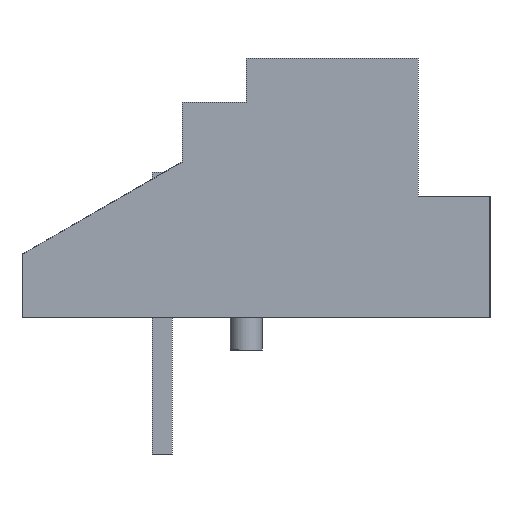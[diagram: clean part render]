
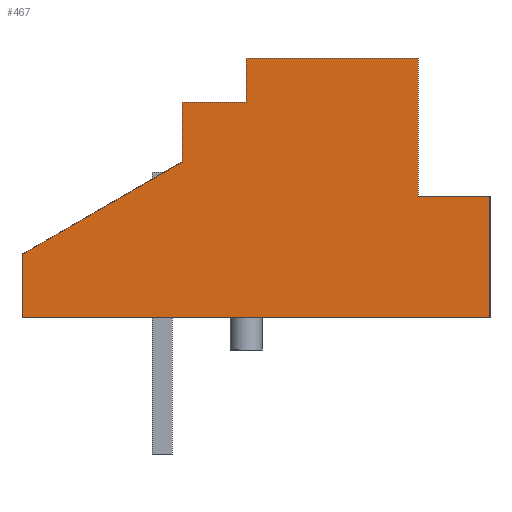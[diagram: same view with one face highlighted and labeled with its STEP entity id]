
A CAD part, left-side view. The second image highlights one B-rep face of the part: STEP entity #467.
In plain terms, the highlighted planar face has unit normal (-1, 0, 0).
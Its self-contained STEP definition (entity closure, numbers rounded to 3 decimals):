
#223 = EDGE_CURVE('',#224,#226,#228,.T.);
#224 = VERTEX_POINT('',#225);
#225 = CARTESIAN_POINT('',(-2.,-0.5,5.4));
#226 = VERTEX_POINT('',#227);
#227 = CARTESIAN_POINT('',(-2.,-0.5,3.9));
#228 = LINE('',#229,#230);
#229 = CARTESIAN_POINT('',(-2.,-0.5,5.4));
#230 = VECTOR('',#231,1.);
#231 = DIRECTION('',(0.,0.,-1.));
#467 = ADVANCED_FACE('',(#468),#541,.T.);
#468 = FACE_BOUND('',#469,.T.);
#469 = EDGE_LOOP('',(#470,#478,#479,#487,#495,#503,#511,#519,#527,#535)
  );
#470 = ORIENTED_EDGE('',*,*,#471,.T.);
#471 = EDGE_CURVE('',#472,#224,#474,.T.);
#472 = VERTEX_POINT('',#473);
#473 = CARTESIAN_POINT('',(-2.,-2.1,5.4));
#474 = LINE('',#475,#476);
#475 = CARTESIAN_POINT('',(-2.,-2.1,5.4));
#476 = VECTOR('',#477,1.);
#477 = DIRECTION('',(0.,1.,0.));
#478 = ORIENTED_EDGE('',*,*,#223,.T.);
#479 = ORIENTED_EDGE('',*,*,#480,.F.);
#480 = EDGE_CURVE('',#481,#226,#483,.T.);
#481 = VERTEX_POINT('',#482);
#482 = CARTESIAN_POINT('',(-2.,3.5,1.591));
#483 = LINE('',#484,#485);
#484 = CARTESIAN_POINT('',(-2.,3.5,1.591));
#485 = VECTOR('',#486,1.);
#486 = DIRECTION('',(0.,-0.866,0.5));
#487 = ORIENTED_EDGE('',*,*,#488,.T.);
#488 = EDGE_CURVE('',#481,#489,#491,.T.);
#489 = VERTEX_POINT('',#490);
#490 = CARTESIAN_POINT('',(-2.,3.5,0.));
#491 = LINE('',#492,#493);
#492 = CARTESIAN_POINT('',(-2.,3.5,3.9));
#493 = VECTOR('',#494,1.);
#494 = DIRECTION('',(0.,0.,-1.));
#495 = ORIENTED_EDGE('',*,*,#496,.T.);
#496 = EDGE_CURVE('',#489,#497,#499,.T.);
#497 = VERTEX_POINT('',#498);
#498 = CARTESIAN_POINT('',(-2.,-8.2,0.));
#499 = LINE('',#500,#501);
#500 = CARTESIAN_POINT('',(-2.,-8.2,0.));
#501 = VECTOR('',#502,1.);
#502 = DIRECTION('',(0.,-1.,0.));
#503 = ORIENTED_EDGE('',*,*,#504,.T.);
#504 = EDGE_CURVE('',#497,#505,#507,.T.);
#505 = VERTEX_POINT('',#506);
#506 = CARTESIAN_POINT('',(-2.,-8.2,3.05));
#507 = LINE('',#508,#509);
#508 = CARTESIAN_POINT('',(-2.,-8.2,0.));
#509 = VECTOR('',#510,1.);
#510 = DIRECTION('',(0.,0.,1.));
#511 = ORIENTED_EDGE('',*,*,#512,.T.);
#512 = EDGE_CURVE('',#505,#513,#515,.T.);
#513 = VERTEX_POINT('',#514);
#514 = CARTESIAN_POINT('',(-2.,-6.4,3.05));
#515 = LINE('',#516,#517);
#516 = CARTESIAN_POINT('',(-2.,-8.2,3.05));
#517 = VECTOR('',#518,1.);
#518 = DIRECTION('',(0.,1.,0.));
#519 = ORIENTED_EDGE('',*,*,#520,.T.);
#520 = EDGE_CURVE('',#513,#521,#523,.T.);
#521 = VERTEX_POINT('',#522);
#522 = CARTESIAN_POINT('',(-2.,-6.4,6.5));
#523 = LINE('',#524,#525);
#524 = CARTESIAN_POINT('',(-2.,-6.4,3.05));
#525 = VECTOR('',#526,1.);
#526 = DIRECTION('',(0.,0.,1.));
#527 = ORIENTED_EDGE('',*,*,#528,.F.);
#528 = EDGE_CURVE('',#529,#521,#531,.T.);
#529 = VERTEX_POINT('',#530);
#530 = CARTESIAN_POINT('',(-2.,-2.1,6.5));
#531 = LINE('',#532,#533);
#532 = CARTESIAN_POINT('',(-2.,-6.4,6.5));
#533 = VECTOR('',#534,1.);
#534 = DIRECTION('',(0.,-1.,0.));
#535 = ORIENTED_EDGE('',*,*,#536,.F.);
#536 = EDGE_CURVE('',#472,#529,#537,.T.);
#537 = LINE('',#538,#539);
#538 = CARTESIAN_POINT('',(-2.,-2.1,5.4));
#539 = VECTOR('',#540,1.);
#540 = DIRECTION('',(0.,0.,1.));
#541 = PLANE('',#542);
#542 = AXIS2_PLACEMENT_3D('',#543,#544,#545);
#543 = CARTESIAN_POINT('',(-2.,-8.2,0.));
#544 = DIRECTION('',(-1.,0.,0.));
#545 = DIRECTION('',(0.,0.,-1.));
